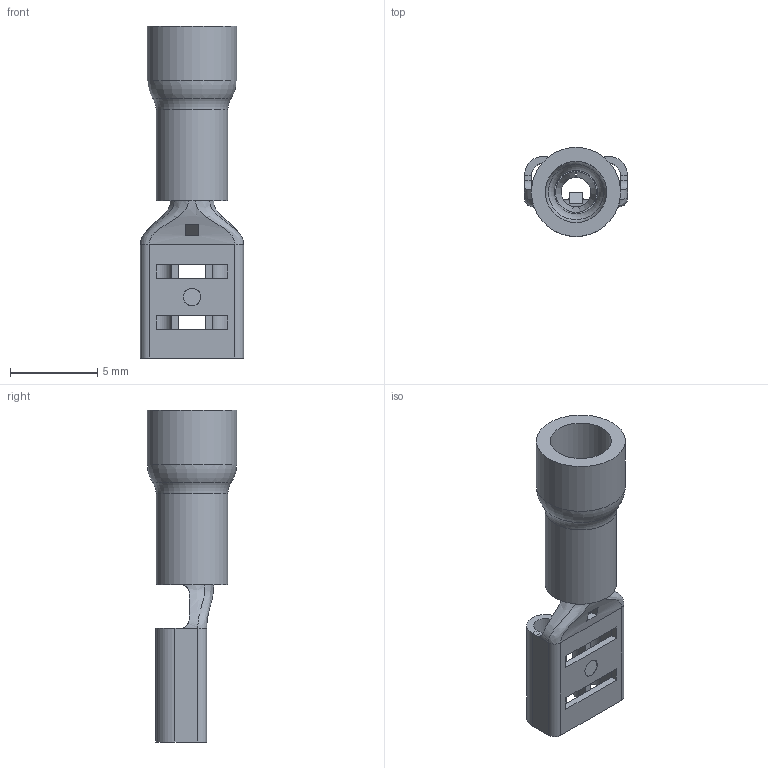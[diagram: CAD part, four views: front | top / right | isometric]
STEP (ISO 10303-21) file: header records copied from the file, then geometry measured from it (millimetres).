
FILE_DESCRIPTION(('STEP AP214'), '1');
FILE_NAME('RPI-M_1.5-5-0.8', '2016-05-18T22:12:28', ('Nobody'), (''), 'ASCON STEP Converter 1.3', 'ASCON Math Kernel', '');
FILE_SCHEMA(('AUTOMOTIVE_DESIGN { 1 0 10303 214 3 1 1}'));
Length unit declared in the file: millimetre
Bounding box: 5.9 x 5.1 x 19 mm (x, y, z)
Volume: 148.5 mm3; surface area: 567.6 mm2
Topology: 2 solids, 2 shells, 102 faces, 231 edges, 135 vertices
Faces by surface type: plane 56, cylinder 24, bspline 16, torus 4, cone 2
Full cylindrical faces by diameter (mm): 1 x1, 2.5 x1, 3.5 x1, 4.1 x1, 5.1 x1
Entity records: 4585 total; most frequent: CARTESIAN_POINT 1573, ORIENTED_EDGE 446, DIRECTION 405, EDGE_CURVE 223, AXIS2_PLACEMENT_3D 141, VERTEX_POINT 135, LINE 123, VECTOR 123
